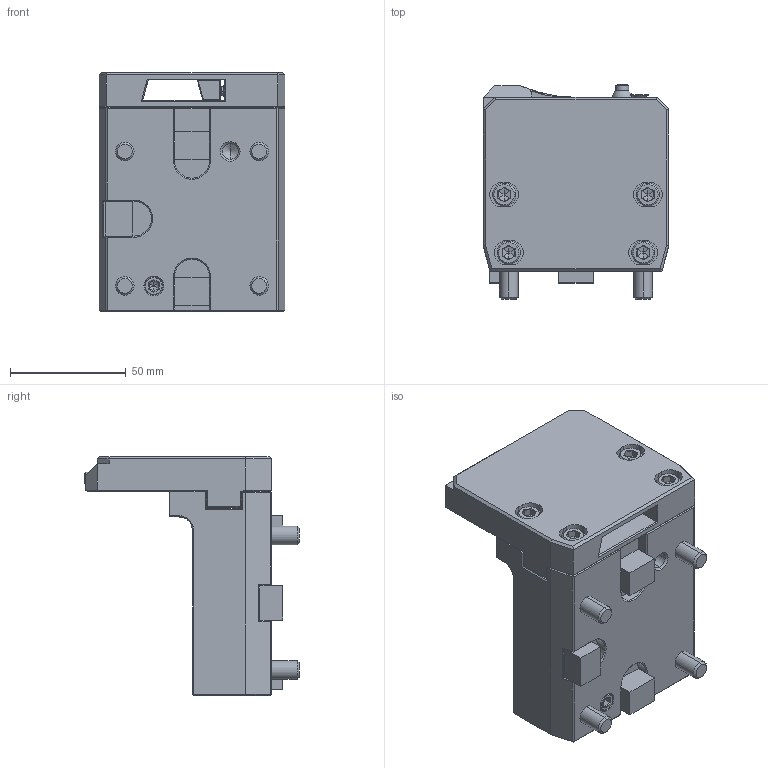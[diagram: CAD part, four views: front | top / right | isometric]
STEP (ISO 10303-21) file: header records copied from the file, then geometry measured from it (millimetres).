
FILE_DESCRIPTION((''),'2;1');
FILE_NAME('NGT_CR_45_26_DO','2023-05-15T',('vali'),('NOVA GRUP'),'PRO/ENGINEER BY PARAMETRIC TECHNOLOGY CORPORATION, 2010280','PRO/ENGINEER BY PARAMETRIC TECHNOLOGY CORPORATION, 2010280','');
FILE_SCHEMA(('CONFIG_CONTROL_DESIGN'));
Length unit declared in the file: millimetre
Products named in the file (1): NGT_CR_45_26_DO
Bounding box: 80 x 92.45 x 103 mm (x, y, z)
Volume: 311803.3 mm3; surface area: 52075.5 mm2
Topology: 1 solids, 1 shells, 406 faces, 986 edges, 587 vertices
Faces by surface type: plane 263, cylinder 79, cone 46, torus 8, bspline 8, sphere 2
Entity records: 12110 total; most frequent: CARTESIAN_POINT 2686, ORIENTED_EDGE 1956, DIRECTION 1876, EDGE_CURVE 978, VECTOR 758, LINE 758, VERTEX_POINT 587, AXIS2_PLACEMENT_3D 559
